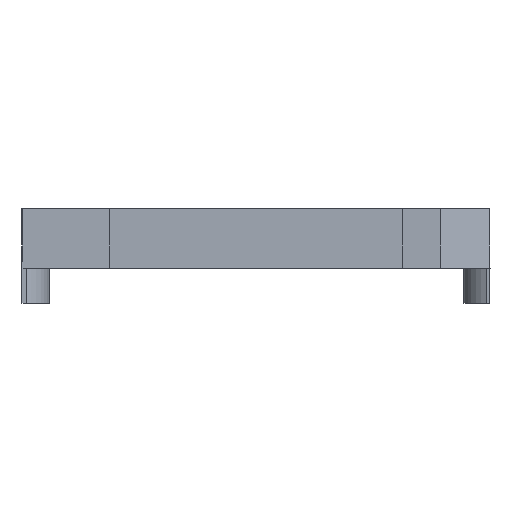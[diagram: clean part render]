
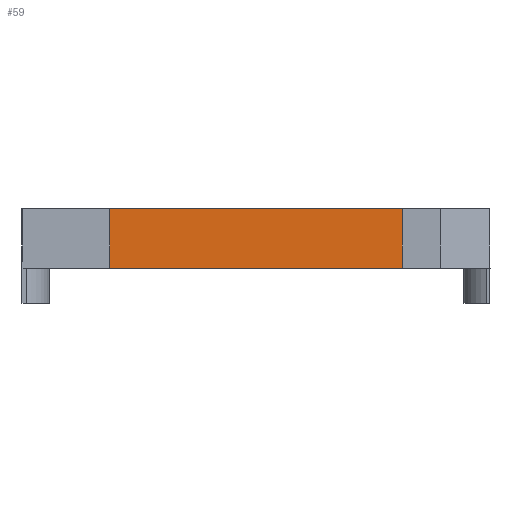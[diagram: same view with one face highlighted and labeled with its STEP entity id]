
A CAD part, front view. The second image highlights one B-rep face of the part: STEP entity #59.
In plain terms, the highlighted free-form (B-spline) face has degree [1, 3] with [2, 4] control points.
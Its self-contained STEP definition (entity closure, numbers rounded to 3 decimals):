
#59=ADVANCED_FACE($,(#119),#840,.T.);
#119=FACE_OUTER_BOUND($,#180,.T.);
#180=EDGE_LOOP($,(#416,#417,#418,#419));
#416=ORIENTED_EDGE($,*,*,#566,.F.);
#417=ORIENTED_EDGE($,*,*,#669,.T.);
#418=ORIENTED_EDGE($,*,*,#628,.F.);
#419=ORIENTED_EDGE($,*,*,#670,.F.);
#566=EDGE_CURVE($,#725,#724,#902,.T.);
#628=EDGE_CURVE($,#787,#786,#964,.T.);
#669=EDGE_CURVE($,#725,#786,#1005,.T.);
#670=EDGE_CURVE($,#724,#787,#1006,.T.);
#724=VERTEX_POINT($,#2072);
#725=VERTEX_POINT($,#2073);
#786=VERTEX_POINT($,#2134);
#787=VERTEX_POINT($,#2135);
#840=B_SPLINE_SURFACE_WITH_KNOTS($,1,3,((#1960,#1961,#1962,#1963),(#1964,
#1965,#1966,#1967)),.UNSPECIFIED.,.F.,.F.,.F.,(2,2),(4,4),(0.,3.592),
(143.958,156.295),.UNSPECIFIED.);
#902=B_SPLINE_CURVE_WITH_KNOTS($,3,(#1261,#1262,#1263,#1264),.UNSPECIFIED.,
.F.,.F.,(4,4),(143.958,156.295),.UNSPECIFIED.);
#964=B_SPLINE_CURVE_WITH_KNOTS($,3,(#1509,#1510,#1511,#1512),.UNSPECIFIED.,
.F.,.F.,(4,4),(35.981,48.318),.UNSPECIFIED.);
#1005=B_SPLINE_CURVE_WITH_KNOTS($,1,(#1609,#1610),.UNSPECIFIED.,.F.,.F.,
(2,2),(0.,3.592),.UNSPECIFIED.);
#1006=B_SPLINE_CURVE_WITH_KNOTS($,1,(#1611,#1612),.UNSPECIFIED.,.F.,.F.,
(2,2),(0.,3.592),.UNSPECIFIED.);
#1261=CARTESIAN_POINT($,(-1.692,63.,-1.6));
#1262=CARTESIAN_POINT($,(2.475,63.,-1.6));
#1263=CARTESIAN_POINT($,(6.642,63.,-1.6));
#1264=CARTESIAN_POINT($,(10.808,63.,-1.6));
#1509=CARTESIAN_POINT($,(10.808,63.,-4.14));
#1510=CARTESIAN_POINT($,(6.642,63.,-4.14));
#1511=CARTESIAN_POINT($,(2.475,63.,-4.14));
#1512=CARTESIAN_POINT($,(-1.692,63.,-4.14));
#1609=CARTESIAN_POINT($,(-1.692,63.,-1.6));
#1610=CARTESIAN_POINT($,(-1.692,63.,-4.14));
#1611=CARTESIAN_POINT($,(10.808,63.,-1.6));
#1612=CARTESIAN_POINT($,(10.808,63.,-4.14));
#1960=CARTESIAN_POINT($,(-1.692,63.,-1.6));
#1961=CARTESIAN_POINT($,(2.475,63.,-1.6));
#1962=CARTESIAN_POINT($,(6.642,63.,-1.6));
#1963=CARTESIAN_POINT($,(10.808,63.,-1.6));
#1964=CARTESIAN_POINT($,(-1.692,63.,-4.14));
#1965=CARTESIAN_POINT($,(2.475,63.,-4.14));
#1966=CARTESIAN_POINT($,(6.642,63.,-4.14));
#1967=CARTESIAN_POINT($,(10.808,63.,-4.14));
#2072=CARTESIAN_POINT($,(10.808,63.,-1.6));
#2073=CARTESIAN_POINT($,(-1.692,63.,-1.6));
#2134=CARTESIAN_POINT($,(-1.692,63.,-4.14));
#2135=CARTESIAN_POINT($,(10.808,63.,-4.14));
